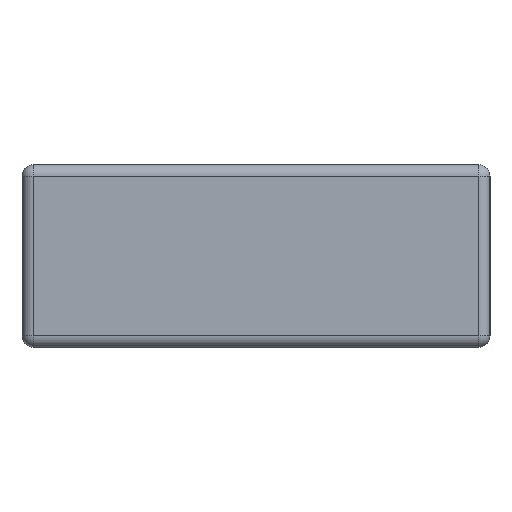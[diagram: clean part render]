
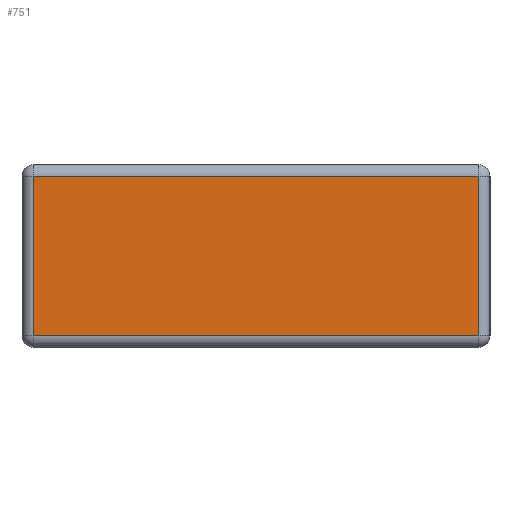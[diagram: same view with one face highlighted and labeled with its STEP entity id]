
A CAD part, left-side view. The second image highlights one B-rep face of the part: STEP entity #751.
In plain terms, the highlighted planar face has unit normal (-1, 0, 0).
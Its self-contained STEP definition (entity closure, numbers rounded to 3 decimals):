
#105=FACE_OUTER_BOUND('',#154,.T.);
#154=EDGE_LOOP('',(#526,#527,#528,#529));
#218=LINE('',#1187,#286);
#219=LINE('',#1189,#287);
#220=LINE('',#1191,#288);
#221=LINE('',#1192,#289);
#286=VECTOR('',#927,454.5);
#287=VECTOR('',#928,454.5);
#288=VECTOR('',#929,454.5);
#289=VECTOR('',#930,454.5);
#354=VERTEX_POINT('',#1185);
#355=VERTEX_POINT('',#1186);
#356=VERTEX_POINT('',#1188);
#357=VERTEX_POINT('',#1190);
#418=EDGE_CURVE('',#354,#355,#218,.T.);
#419=EDGE_CURVE('',#355,#356,#219,.T.);
#420=EDGE_CURVE('',#356,#357,#220,.T.);
#421=EDGE_CURVE('',#357,#354,#221,.T.);
#526=ORIENTED_EDGE('',*,*,#418,.T.);
#527=ORIENTED_EDGE('',*,*,#419,.T.);
#528=ORIENTED_EDGE('',*,*,#420,.T.);
#529=ORIENTED_EDGE('',*,*,#421,.T.);
#730=PLANE('',#814);
#751=ADVANCED_FACE('',(#105),#730,.F.);
#814=AXIS2_PLACEMENT_3D('',#1184,#925,#926);
#925=DIRECTION('center_axis',(1.,0.,0.));
#926=DIRECTION('ref_axis',(0.,0.,-1.));
#927=DIRECTION('',(0.,0.,1.));
#928=DIRECTION('',(0.,1.,0.));
#929=DIRECTION('',(0.,0.,-1.));
#930=DIRECTION('',(0.,-1.,0.));
#1184=CARTESIAN_POINT('Origin',(0.087,-0.187,1.545));
#1185=CARTESIAN_POINT('',(0.087,-2.005,0.864));
#1186=CARTESIAN_POINT('',(0.087,-2.005,1.5));
#1187=CARTESIAN_POINT('',(0.087,-2.005,1.545));
#1188=CARTESIAN_POINT('',(0.087,-0.232,1.5));
#1189=CARTESIAN_POINT('',(0.087,-0.232,1.5));
#1190=CARTESIAN_POINT('',(0.087,-0.232,0.864));
#1191=CARTESIAN_POINT('',(0.087,-0.232,1.545));
#1192=CARTESIAN_POINT('',(0.087,-0.187,0.864));
